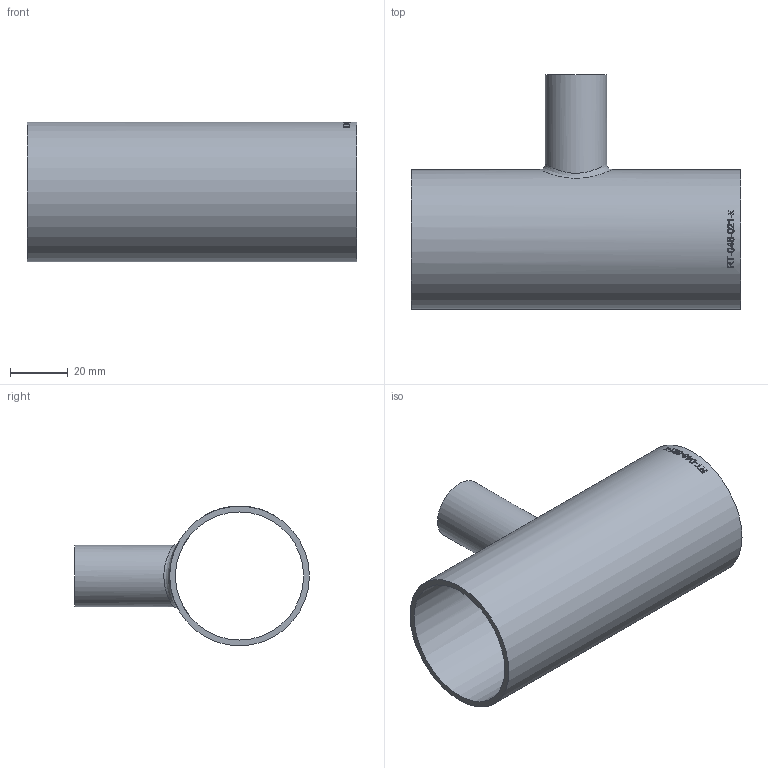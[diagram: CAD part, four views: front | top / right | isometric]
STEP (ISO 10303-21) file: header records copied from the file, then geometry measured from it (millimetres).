
FILE_DESCRIPTION (( 'STEP AP214' ), '1' );
FILE_NAME ('RT-048-021-x T-Stück Ø48,3x2,0-Ø21,3x2,0 BL114 1910.STEP', '2019-10-23T07:40:02', ( '' ), ( '' ), 'SwSTEP 2.0', 'SolidWorks 2016', '' );
FILE_SCHEMA (( 'AUTOMOTIVE_DESIGN' ));
Length unit declared in the file: millimetre
Products named in the file (1): RT-048-021-x T-Stück Ø48,3x2,0-Ø21,3x2,0 BL114 1910
Bounding box: 114 x 81.15 x 48.3 mm (x, y, z)
Volume: 36791 mm3; surface area: 37425.5 mm2
Topology: 1 solids, 1 shells, 151 faces, 391 edges, 260 vertices
Faces by surface type: bspline 73, plane 56, cylinder 22
Full cylindrical faces by diameter (mm): 17.3 x1, 21.3 x1, 44.3 x1, 48.3 x1
Entity records: 14780 total; most frequent: CARTESIAN_POINT 10191, ORIENTED_EDGE 764, EDGE_CURVE 382, DIRECTION 377, VERTEX_POINT 258, B_SPLINE_CURVE_WITH_KNOTS 229, EDGE_LOOP 180, FACE_OUTER_BOUND 157
